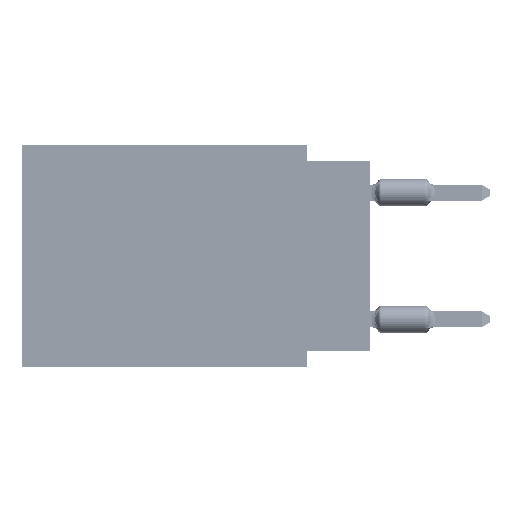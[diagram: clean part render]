
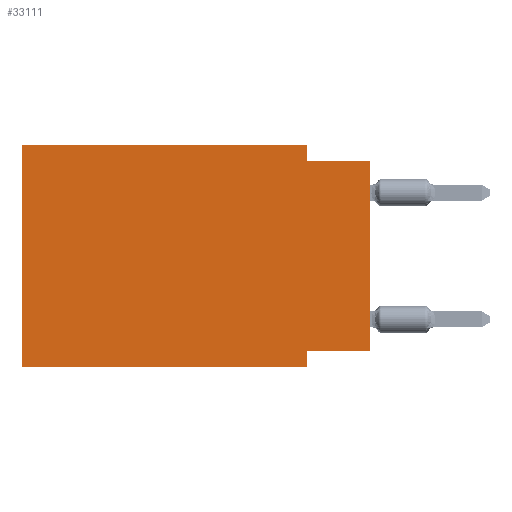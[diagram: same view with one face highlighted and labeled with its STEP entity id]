
A CAD part, left-side view. The second image highlights one B-rep face of the part: STEP entity #33111.
In plain terms, the highlighted planar face has unit normal (-1, 0, 0).
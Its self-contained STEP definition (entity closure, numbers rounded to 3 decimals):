
#139 = DIRECTION ( 'NONE',  ( 0., 0., -1. ) ) ;
#1179 = CARTESIAN_POINT ( 'NONE',  ( 0., 13.97, 0. ) ) ;
#2283 = CARTESIAN_POINT ( 'NONE',  ( 0., 13.97, -8.89 ) ) ;
#3155 = LINE ( 'NONE', #22553, #13877 ) ;
#4519 = VERTEX_POINT ( 'NONE', #17029 ) ;
#5395 = VECTOR ( 'NONE', #6968, 1000. ) ;
#6119 = ORIENTED_EDGE ( 'NONE', *, *, #20161, .F. ) ;
#6500 = LINE ( 'NONE', #58255, #17747 ) ;
#6968 = DIRECTION ( 'NONE',  ( 0., -1., 0. ) ) ;
#7024 = CARTESIAN_POINT ( 'NONE',  ( 0., 13.97, 0. ) ) ;
#8814 = VERTEX_POINT ( 'NONE', #11221 ) ;
#10244 = ORIENTED_EDGE ( 'NONE', *, *, #43964, .F. ) ;
#10903 = EDGE_CURVE ( 'NONE', #8814, #54124, #44945, .T. ) ;
#10992 = AXIS2_PLACEMENT_3D ( 'NONE', #7024, #47453, #31745 ) ;
#11221 = CARTESIAN_POINT ( 'NONE',  ( 0., 2.54, -8.255 ) ) ;
#13564 = DIRECTION ( 'NONE',  ( 0., 0., -1. ) ) ;
#13877 = VECTOR ( 'NONE', #63616, 1000. ) ;
#15754 = ORIENTED_EDGE ( 'NONE', *, *, #52403, .F. ) ;
#15761 = VERTEX_POINT ( 'NONE', #45150 ) ;
#16642 = DIRECTION ( 'NONE',  ( 0., 0., 1. ) ) ;
#17029 = CARTESIAN_POINT ( 'NONE',  ( 0., 0., -0.635 ) ) ;
#17747 = VECTOR ( 'NONE', #42913, 1000. ) ;
#18031 = EDGE_LOOP ( 'NONE', ( #49386, #10244, #6119, #15754, #26009, #50845, #39138, #19660 ) ) ;
#18187 = CARTESIAN_POINT ( 'NONE',  ( 0., 2.54, -0.635 ) ) ;
#19660 = ORIENTED_EDGE ( 'NONE', *, *, #21547, .F. ) ;
#20161 = EDGE_CURVE ( 'NONE', #15761, #42214, #34237, .T. ) ;
#21005 = CARTESIAN_POINT ( 'NONE',  ( 0., 0., -8.255 ) ) ;
#21547 = EDGE_CURVE ( 'NONE', #60522, #8814, #3155, .T. ) ;
#22332 = CARTESIAN_POINT ( 'NONE',  ( 0., 13.97, 0. ) ) ;
#22553 = CARTESIAN_POINT ( 'NONE',  ( 0., 0., -8.255 ) ) ;
#23098 = CARTESIAN_POINT ( 'NONE',  ( 0., 13.97, -8.89 ) ) ;
#23438 = EDGE_CURVE ( 'NONE', #31004, #54124, #43789, .T. ) ;
#25484 = VECTOR ( 'NONE', #16642, 1000. ) ;
#26009 = ORIENTED_EDGE ( 'NONE', *, *, #46923, .F. ) ;
#26743 = CARTESIAN_POINT ( 'NONE',  ( 0., 2.54, -8.89 ) ) ;
#26766 = VERTEX_POINT ( 'NONE', #1179 ) ;
#31004 = VERTEX_POINT ( 'NONE', #2283 ) ;
#31745 = DIRECTION ( 'NONE',  ( 0., 0., -1. ) ) ;
#32221 = VECTOR ( 'NONE', #64482, 1000. ) ;
#32350 = LINE ( 'NONE', #22332, #5395 ) ;
#33111 = ADVANCED_FACE ( 'NONE', ( #62464 ), #41114, .F. ) ;
#33594 = CARTESIAN_POINT ( 'NONE',  ( 0., 2.54, 0. ) ) ;
#34237 = LINE ( 'NONE', #33594, #50935 ) ;
#39138 = ORIENTED_EDGE ( 'NONE', *, *, #10903, .F. ) ;
#40583 = CARTESIAN_POINT ( 'NONE',  ( 0., 2.54, -8.89 ) ) ;
#40634 = LINE ( 'NONE', #60985, #54537 ) ;
#41114 = PLANE ( 'NONE',  #10992 ) ;
#42214 = VERTEX_POINT ( 'NONE', #18187 ) ;
#42802 = VECTOR ( 'NONE', #139, 1000. ) ;
#42913 = DIRECTION ( 'NONE',  ( 0., -1., 0. ) ) ;
#43789 = LINE ( 'NONE', #23098, #32221 ) ;
#43964 = EDGE_CURVE ( 'NONE', #42214, #4519, #6500, .T. ) ;
#44945 = LINE ( 'NONE', #40583, #42802 ) ;
#45150 = CARTESIAN_POINT ( 'NONE',  ( 0., 2.54, 0. ) ) ;
#46923 = EDGE_CURVE ( 'NONE', #31004, #26766, #59576, .T. ) ;
#47453 = DIRECTION ( 'NONE',  ( 1., 0., 0. ) ) ;
#49386 = ORIENTED_EDGE ( 'NONE', *, *, #54879, .T. ) ;
#50845 = ORIENTED_EDGE ( 'NONE', *, *, #23438, .T. ) ;
#50935 = VECTOR ( 'NONE', #13564, 1000. ) ;
#52403 = EDGE_CURVE ( 'NONE', #26766, #15761, #32350, .T. ) ;
#54124 = VERTEX_POINT ( 'NONE', #26743 ) ;
#54537 = VECTOR ( 'NONE', #56302, 1000. ) ;
#54879 = EDGE_CURVE ( 'NONE', #60522, #4519, #40634, .T. ) ;
#56302 = DIRECTION ( 'NONE',  ( 0., 0., 1. ) ) ;
#58255 = CARTESIAN_POINT ( 'NONE',  ( 0., 0., -0.635 ) ) ;
#59257 = CARTESIAN_POINT ( 'NONE',  ( 0., 13.97, 0. ) ) ;
#59576 = LINE ( 'NONE', #59257, #25484 ) ;
#60522 = VERTEX_POINT ( 'NONE', #21005 ) ;
#60985 = CARTESIAN_POINT ( 'NONE',  ( 0., 0., 0. ) ) ;
#62464 = FACE_OUTER_BOUND ( 'NONE', #18031, .T. ) ;
#63616 = DIRECTION ( 'NONE',  ( 0., 1., 0. ) ) ;
#64482 = DIRECTION ( 'NONE',  ( 0., -1., 0. ) ) ;
